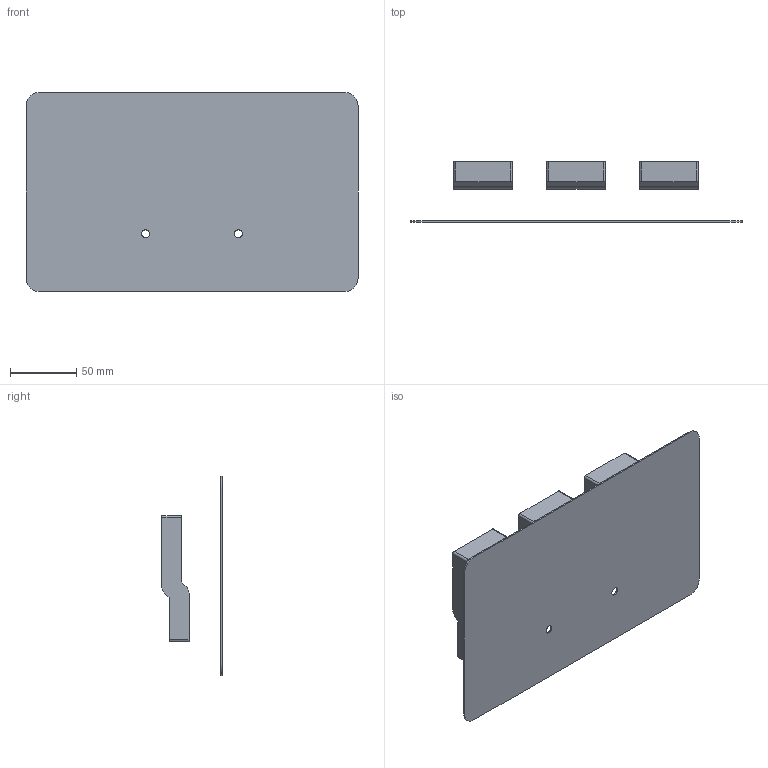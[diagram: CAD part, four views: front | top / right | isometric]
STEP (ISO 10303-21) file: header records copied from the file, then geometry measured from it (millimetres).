
FILE_DESCRIPTION((''),'2;1');
FILE_NAME('1SDH002065A1346_IGES','2019-07-01T',('ITSTCAR1'),(''),'CREO PARAMETRIC BY PTC INC, 2016050','CREO PARAMETRIC BY PTC INC, 2016050','');
FILE_SCHEMA(('AUTOMOTIVE_DESIGN { 1 0 10303 214 1 1 1 1 }'));
Length unit declared in the file: millimetre
Products named in the file (1): 1SDH002065A1346_IGES
Bounding box: 250 x 45.5 x 150 mm (x, y, z)
Volume: 199626.5 mm3; surface area: 120599.3 mm2
Topology: 4 solids, 4 shells, 104 faces, 333 edges, 237 vertices
Faces by surface type: cylinder 68, plane 36
Entity records: 5288 total; most frequent: DIRECTION 720, CARTESIAN_POINT 684, ORIENTED_EDGE 666, EDGE_CURVE 333, AXIS2_PLACEMENT_3D 285, VERTEX_POINT 237, COLOUR_RGB 204, CIRCLE 181
